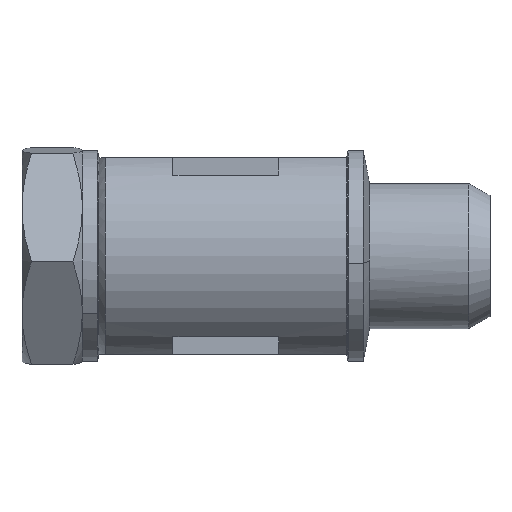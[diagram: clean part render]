
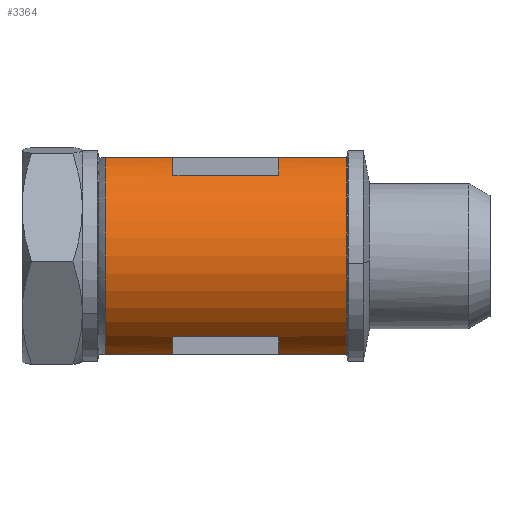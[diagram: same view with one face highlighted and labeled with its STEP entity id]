
A CAD part, left-side view. The second image highlights one B-rep face of the part: STEP entity #3364.
In plain terms, the highlighted cylindrical face has radius 7 mm (diameter 14 mm), a partial arc.
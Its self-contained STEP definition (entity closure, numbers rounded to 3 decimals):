
#323 = EDGE_CURVE ( 'NONE', #2814, #2823, #2608, .T. ) ;
#327 = EDGE_CURVE ( 'NONE', #2819, #2825, #2610, .T. ) ;
#352 = EDGE_CURVE ( 'NONE', #2844, #2814, #2648, .T. ) ;
#353 = EDGE_CURVE ( 'NONE', #2843, #2844, #2649, .T. ) ;
#354 = EDGE_CURVE ( 'NONE', #2845, #2843, #2632, .T. ) ;
#355 = EDGE_CURVE ( 'NONE', #2838, #2845, #2651, .T. ) ;
#356 = EDGE_CURVE ( 'NONE', #2819, #2838, #2652, .T. ) ;
#357 = EDGE_CURVE ( 'NONE', #2825, #2837, #2655, .T. ) ;
#358 = EDGE_CURVE ( 'NONE', #2849, #2837, #2657, .T. ) ;
#359 = EDGE_CURVE ( 'NONE', #2846, #2849, #2654, .T. ) ;
#360 = EDGE_CURVE ( 'NONE', #2847, #2846, #2659, .T. ) ;
#361 = EDGE_CURVE ( 'NONE', #2847, #2823, #2660, .T. ) ;
#878 = DIRECTION ( 'NONE',  ( 0., 0., -1. ) ) ;
#880 = DIRECTION ( 'NONE',  ( 0., -1., 0. ) ) ;
#882 = DIRECTION ( 'NONE',  ( 0., 1., 0. ) ) ;
#883 = CARTESIAN_POINT ( 'NONE',  ( 0., -8., 0. ) ) ;
#884 = CARTESIAN_POINT ( 'NONE',  ( -4.5, -9.5, -5.362 ) ) ;
#885 = DIRECTION ( 'NONE',  ( 0., 0., 1. ) ) ;
#886 = DIRECTION ( 'NONE',  ( 0., 1., 0. ) ) ;
#887 = CARTESIAN_POINT ( 'NONE',  ( 0., -3.5, 0. ) ) ;
#888 = CARTESIAN_POINT ( 'NONE',  ( -4.5, -9.5, 5.362 ) ) ;
#895 = DIRECTION ( 'NONE',  ( 0., -1., 0. ) ) ;
#916 = DIRECTION ( 'NONE',  ( 0., -1., 0. ) ) ;
#917 = CARTESIAN_POINT ( 'NONE',  ( -2.598, -9.5, 6.5 ) ) ;
#1009 = DIRECTION ( 'NONE',  ( 0., 0., -1. ) ) ;
#1010 = DIRECTION ( 'NONE',  ( 0., -1., 0. ) ) ;
#1011 = CARTESIAN_POINT ( 'NONE',  ( 0., 8., 0. ) ) ;
#1296 = FACE_OUTER_BOUND ( 'NONE', #1463, .T. ) ;
#1304 = CYLINDRICAL_SURFACE ( 'NONE', #4336, 7. ) ;
#1328 = DIRECTION ( 'NONE',  ( 0., 0., 1. ) ) ;
#1329 = DIRECTION ( 'NONE',  ( 0., 1., 0. ) ) ;
#1338 = CARTESIAN_POINT ( 'NONE',  ( -2.598, -9.5, -6.5 ) ) ;
#1341 = DIRECTION ( 'NONE',  ( 1., 0., 0. ) ) ;
#1347 = DIRECTION ( 'NONE',  ( 0., -1., 0. ) ) ;
#1350 = CARTESIAN_POINT ( 'NONE',  ( 0., 3.5, 0. ) ) ;
#1356 = DIRECTION ( 'NONE',  ( 0., -1., 0. ) ) ;
#1361 = DIRECTION ( 'NONE',  ( 0., -1., 0. ) ) ;
#1362 = DIRECTION ( 'NONE',  ( 0., -1., 0. ) ) ;
#1368 = CARTESIAN_POINT ( 'NONE',  ( -2.598, -9.5, -6.5 ) ) ;
#1369 = DIRECTION ( 'NONE',  ( 1., 0., 0. ) ) ;
#1371 = DIRECTION ( 'NONE',  ( 0., -1., 0. ) ) ;
#1372 = CARTESIAN_POINT ( 'NONE',  ( -2.598, -9.5, 6.5 ) ) ;
#1375 = CARTESIAN_POINT ( 'NONE',  ( 0., -3.5, 0. ) ) ;
#1381 = CARTESIAN_POINT ( 'NONE',  ( 0., 3.5, 0. ) ) ;
#1463 = EDGE_LOOP ( 'NONE', ( #2374, #2375, #2376, #2377, #2378, #2379, #2380, #2381, #2382, #2383, #2384, #2385 ) ) ;
#2065 = CARTESIAN_POINT ( 'NONE',  ( -2.598, -8., 6.5 ) ) ;
#2070 = CARTESIAN_POINT ( 'NONE',  ( -2.598, 8., 6.5 ) ) ;
#2074 = CARTESIAN_POINT ( 'NONE',  ( -2.598, -8., -6.5 ) ) ;
#2076 = CARTESIAN_POINT ( 'NONE',  ( -2.598, 8., -6.5 ) ) ;
#2088 = CARTESIAN_POINT ( 'NONE',  ( -2.598, 3.5, -6.5 ) ) ;
#2089 = CARTESIAN_POINT ( 'NONE',  ( -2.598, 3.5, 6.5 ) ) ;
#2094 = CARTESIAN_POINT ( 'NONE',  ( -4.5, -3.5, 5.362 ) ) ;
#2095 = CARTESIAN_POINT ( 'NONE',  ( -2.598, -3.5, 6.5 ) ) ;
#2096 = CARTESIAN_POINT ( 'NONE',  ( -4.5, 3.5, 5.362 ) ) ;
#2097 = CARTESIAN_POINT ( 'NONE',  ( -4.5, -3.5, -5.362 ) ) ;
#2098 = CARTESIAN_POINT ( 'NONE',  ( -2.598, -3.5, -6.5 ) ) ;
#2100 = CARTESIAN_POINT ( 'NONE',  ( -4.5, 3.5, -5.362 ) ) ;
#2374 = ORIENTED_EDGE ( 'NONE', *, *, #323, .F. ) ;
#2375 = ORIENTED_EDGE ( 'NONE', *, *, #352, .F. ) ;
#2376 = ORIENTED_EDGE ( 'NONE', *, *, #353, .F. ) ;
#2377 = ORIENTED_EDGE ( 'NONE', *, *, #354, .F. ) ;
#2378 = ORIENTED_EDGE ( 'NONE', *, *, #355, .F. ) ;
#2379 = ORIENTED_EDGE ( 'NONE', *, *, #356, .F. ) ;
#2380 = ORIENTED_EDGE ( 'NONE', *, *, #327, .T. ) ;
#2381 = ORIENTED_EDGE ( 'NONE', *, *, #357, .T. ) ;
#2382 = ORIENTED_EDGE ( 'NONE', *, *, #358, .F. ) ;
#2383 = ORIENTED_EDGE ( 'NONE', *, *, #359, .F. ) ;
#2384 = ORIENTED_EDGE ( 'NONE', *, *, #360, .F. ) ;
#2385 = ORIENTED_EDGE ( 'NONE', *, *, #361, .T. ) ;
#2608 = CIRCLE ( 'NONE', #3128, 7. ) ;
#2610 = CIRCLE ( 'NONE', #3130, 7. ) ;
#2632 = LINE ( 'NONE', #888, #2653 ) ;
#2648 = LINE ( 'NONE', #917, #2650 ) ;
#2649 = CIRCLE ( 'NONE', #3139, 7. ) ;
#2650 = VECTOR ( 'NONE', #916, 1000. ) ;
#2651 = CIRCLE ( 'NONE', #3140, 7. ) ;
#2652 = LINE ( 'NONE', #1372, #2656 ) ;
#2653 = VECTOR ( 'NONE', #895, 1000. ) ;
#2654 = LINE ( 'NONE', #884, #2661 ) ;
#2655 = LINE ( 'NONE', #1368, #2658 ) ;
#2656 = VECTOR ( 'NONE', #1362, 1000. ) ;
#2657 = CIRCLE ( 'NONE', #3141, 7. ) ;
#2658 = VECTOR ( 'NONE', #1356, 1000. ) ;
#2659 = CIRCLE ( 'NONE', #3142, 7. ) ;
#2660 = LINE ( 'NONE', #1338, #2663 ) ;
#2661 = VECTOR ( 'NONE', #882, 1000. ) ;
#2663 = VECTOR ( 'NONE', #1361, 1000. ) ;
#2814 = VERTEX_POINT ( 'NONE', #2065 ) ;
#2819 = VERTEX_POINT ( 'NONE', #2070 ) ;
#2823 = VERTEX_POINT ( 'NONE', #2074 ) ;
#2825 = VERTEX_POINT ( 'NONE', #2076 ) ;
#2837 = VERTEX_POINT ( 'NONE', #2088 ) ;
#2838 = VERTEX_POINT ( 'NONE', #2089 ) ;
#2843 = VERTEX_POINT ( 'NONE', #2094 ) ;
#2844 = VERTEX_POINT ( 'NONE', #2095 ) ;
#2845 = VERTEX_POINT ( 'NONE', #2096 ) ;
#2846 = VERTEX_POINT ( 'NONE', #2097 ) ;
#2847 = VERTEX_POINT ( 'NONE', #2098 ) ;
#2849 = VERTEX_POINT ( 'NONE', #2100 ) ;
#3128 = AXIS2_PLACEMENT_3D ( 'NONE', #883, #880, #878 ) ;
#3130 = AXIS2_PLACEMENT_3D ( 'NONE', #1011, #1010, #1009 ) ;
#3139 = AXIS2_PLACEMENT_3D ( 'NONE', #887, #886, #885 ) ;
#3140 = AXIS2_PLACEMENT_3D ( 'NONE', #1381, #1371, #1369 ) ;
#3141 = AXIS2_PLACEMENT_3D ( 'NONE', #1350, #1347, #1341 ) ;
#3142 = AXIS2_PLACEMENT_3D ( 'NONE', #1375, #1329, #1328 ) ;
#3364 = ADVANCED_FACE ( 'NONE', ( #1296 ), #1304, .T. ) ;
#4124 = DIRECTION ( 'NONE',  ( 0., -1., 0. ) ) ;
#4135 = CARTESIAN_POINT ( 'NONE',  ( 0., -9.5, 0. ) ) ;
#4143 = DIRECTION ( 'NONE',  ( 0., 0., -1. ) ) ;
#4336 = AXIS2_PLACEMENT_3D ( 'NONE', #4135, #4124, #4143 ) ;
